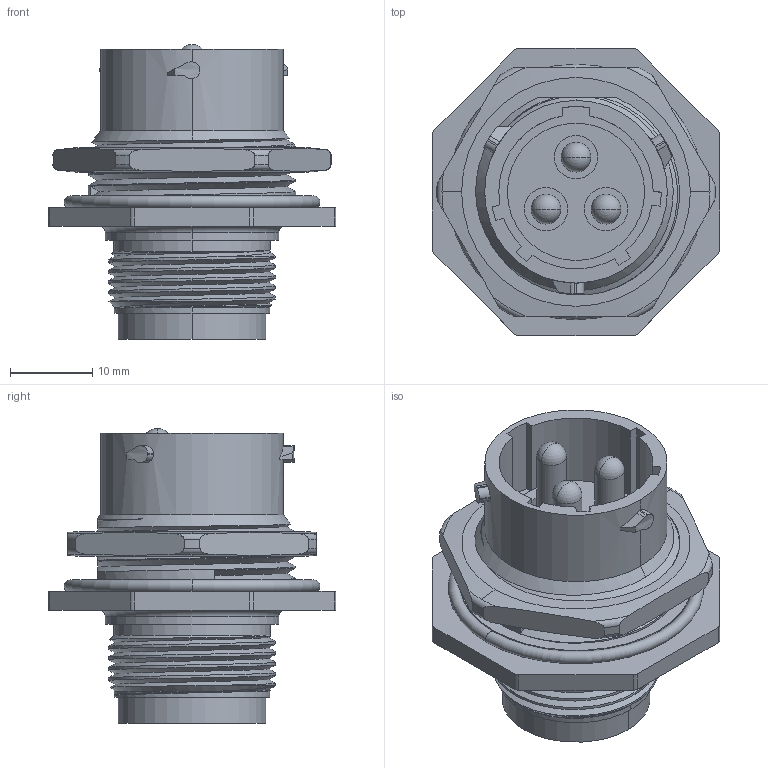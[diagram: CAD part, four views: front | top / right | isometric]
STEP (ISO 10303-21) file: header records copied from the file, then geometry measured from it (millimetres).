
FILE_DESCRIPTION((''),'2;1');
FILE_NAME('UTS7142G1P-CATALOGUE','2010-09-16T',('amartin'),('SOURIAU'),'PRO/ENGINEER BY PARAMETRIC TECHNOLOGY CORPORATION, 2007390','PRO/ENGINEER BY PARAMETRIC TECHNOLOGY CORPORATION, 2007390','');
FILE_SCHEMA(('CONFIG_CONTROL_DESIGN'));
Length unit declared in the file: millimetre
Products named in the file (1): UTS7142G1P-CATALOGUE
Bounding box: 34.9 x 34.9 x 35.75 mm (x, y, z)
Volume: 13190.1 mm3; surface area: 7065.6 mm2
Topology: 1 solids, 2 shells, 199 faces, 520 edges, 338 vertices
Faces by surface type: cylinder 85, plane 65, torus 18, bspline 14, cone 11, sphere 6
Entity records: 9024 total; most frequent: CARTESIAN_POINT 4246, ORIENTED_EDGE 1028, DIRECTION 934, EDGE_CURVE 514, AXIS2_PLACEMENT_3D 370, VERTEX_POINT 338, EDGE_LOOP 220, FACE_OUTER_BOUND 199
